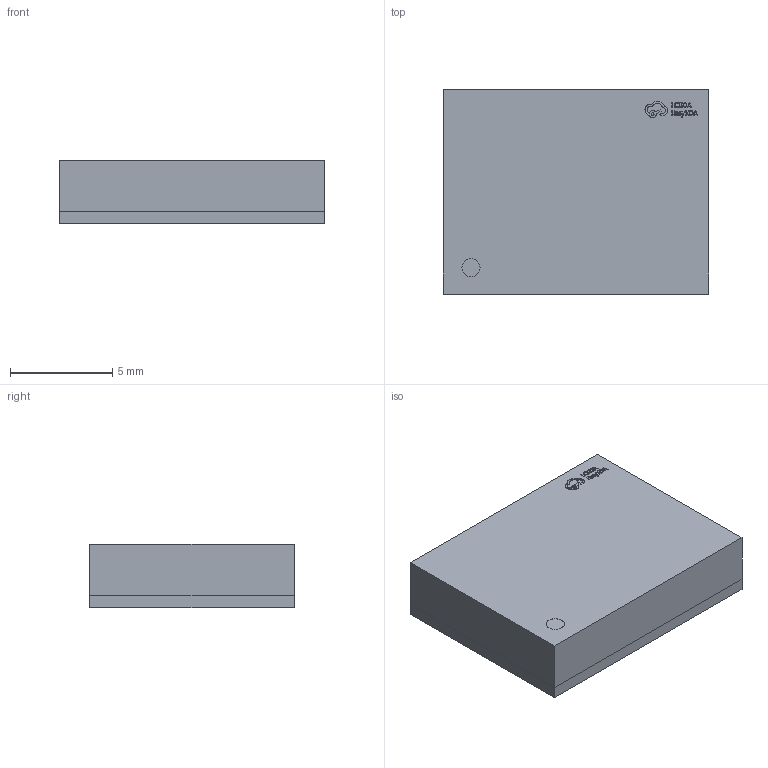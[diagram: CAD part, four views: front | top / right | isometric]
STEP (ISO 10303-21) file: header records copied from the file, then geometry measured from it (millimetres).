
FILE_DESCRIPTION (( 'STEP AP214' ), '1' );
FILE_NAME ('DFN-20_L13.0-W10.0-H3.1-P1.27-BL.step', '2022-06-30T13:09:47', ( '' ), ( '' ), 'SwSTEP 2.0', 'SolidWorks 2020', '' );
FILE_SCHEMA (( 'AUTOMOTIVE_DESIGN' ));
Length unit declared in the file: millimetre
Products named in the file (1): DFN-20_L13.0-W10.0-H3.1-P1.27-BL
Bounding box: 13 x 10 x 3.12 mm (x, y, z)
Volume: 403.2 mm3; surface area: 663.7 mm2
Topology: 2 solids, 2 shells, 398 faces, 1041 edges, 694 vertices
Faces by surface type: plane 284, bspline 112, cylinder 2
Entity records: 17702 total; most frequent: CARTESIAN_POINT 4238, ORIENTED_EDGE 2082, DIRECTION 1391, EDGE_CURVE 1041, LINE 809, VECTOR 809, VERTEX_POINT 694, EDGE_LOOP 445
